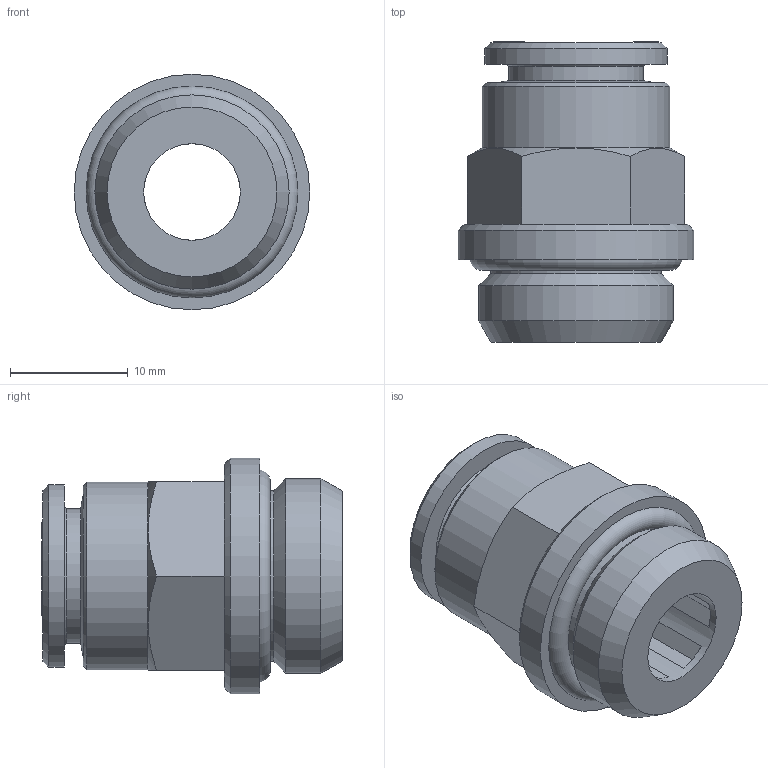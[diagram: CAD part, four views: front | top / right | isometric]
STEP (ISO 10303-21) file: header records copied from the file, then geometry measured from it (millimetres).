
FILE_DESCRIPTION(/* description */ ('STEP AP214'),/* implementation_level */ '2;1');
FILE_NAME(/* name */ 'AP020053',/* time_stamp */ '2023-03-28T14:01:55+02:00',/* author */ ('License CC BY-ND 4.0'),/* organization */ ('CADENAS'),/* preprocessor_version */ 'ST-DEVELOPER v19.3',/* originating_system */ 'PARTsolutions',/* authorisation */ ' ');
FILE_SCHEMA (('AUTOMOTIVE_DESIGN {1 0 10303 214 3 1 1}'));
Length unit declared in the file: millimetre
Products named in the file (2): AP020053; AP020053_PART1
Assembly tree (1 placements, depth 2):
  AP020053
    AP020053_PART1
Bounding box: 20 x 25.5 x 20 mm (x, y, z)
Volume: 3497.6 mm3; surface area: 2751.3 mm2
Topology: 1 solids, 1 shells, 160 faces, 410 edges, 270 vertices
Faces by surface type: plane 98, bspline 43, cone 10, cylinder 8, torus 1
Full cylindrical faces by diameter (mm): 8.2 x1, 10.15 x1, 11.4 x1, 14.5 x1, 15.5 x1, 15.9 x1, 16.5 x1, 20 x1
Entity records: 8407 total; most frequent: CARTESIAN_POINT 3760, ORIENTED_EDGE 772, DIRECTION 555, EDGE_CURVE 386, VERTEX_POINT 265, LINE 247, VECTOR 247, EDGE_LOOP 199
